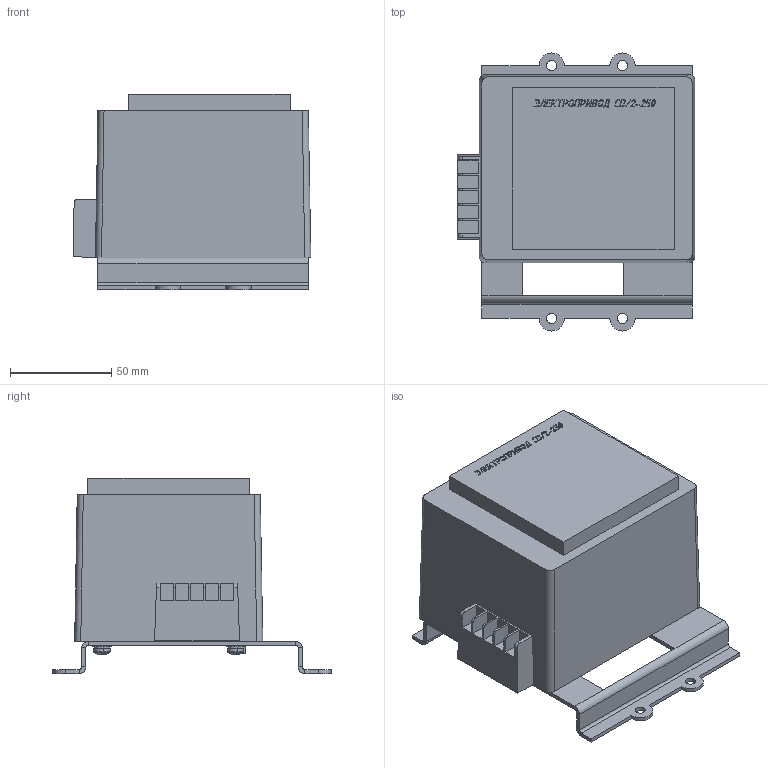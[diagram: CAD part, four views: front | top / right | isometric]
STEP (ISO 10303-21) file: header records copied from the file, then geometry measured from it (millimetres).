
FILE_DESCRIPTION (( 'STEP AP203' ), '1' );
FILE_NAME ('mccb99c-a-20 Ýëåêòðîïðèâîä ê ÂÀ-99Ñ (Compact NS) CD-2-250 EKF PROxima.STEP', '2020-04-07T13:33:54', ( '' ), ( '' ), 'SwSTEP 2.0', 'SolidWorks 2019', '' );
FILE_SCHEMA (( 'CONFIG_CONTROL_DESIGN' ));
Length unit declared in the file: millimetre
Products named in the file (6): ﾘ琺矜 DIN 125 ﾀ_丐ｩ｡ 4 DIN 125 ; ﾘ琺矜 DIN 128_丐ｩ｡ 4 DIN 128; Âèíò Ì4 DIN 7985_‚¨­â Œ4å16 DIN 7985; mccb99c-a-20 Ýëåêòðîïðèâîä ê ÂÀ-99Ñ (Compact NS) CD-2-250 EKF PROxima; Ýëåêòðîïðèâîä ê CD-99-250À_00; 襟俶.734311.002 扰鍙欙樥燲00
Assembly tree (14 placements, depth 2):
  mccb99c-a-20 Ýëåêòðîïðèâîä ê ÂÀ-99Ñ (Compact NS) CD-2-250 EKF PROxima
    Ýëåêòðîïðèâîä ê CD-99-250À_00
    襟俶.734311.002 扰鍙欙樥燲00
    ﾘ琺矜 DIN 125 ﾀ_丐ｩ｡ 4 DIN 125   x4
    ﾘ琺矜 DIN 128_丐ｩ｡ 4 DIN 128  x4
    Âèíò Ì4 DIN 7985_‚¨­â Œ4å16 DIN 7985  x4
Bounding box: 117.5 x 137.5 x 96.5 mm (x, y, z)
Volume: 787930.6 mm3; surface area: 84013.2 mm2
Topology: 14 solids, 14 shells, 738 faces, 1942 edges, 1262 vertices
Faces by surface type: plane 341, bspline 251, cylinder 90, torus 24, cone 24, sphere 8
Entity records: 26060 total; most frequent: CARTESIAN_POINT 11879, ORIENTED_EDGE 3196, DIRECTION 1946, EDGE_CURVE 1598, VERTEX_POINT 1049, LINE 922, VECTOR 922, EDGE_LOOP 653
